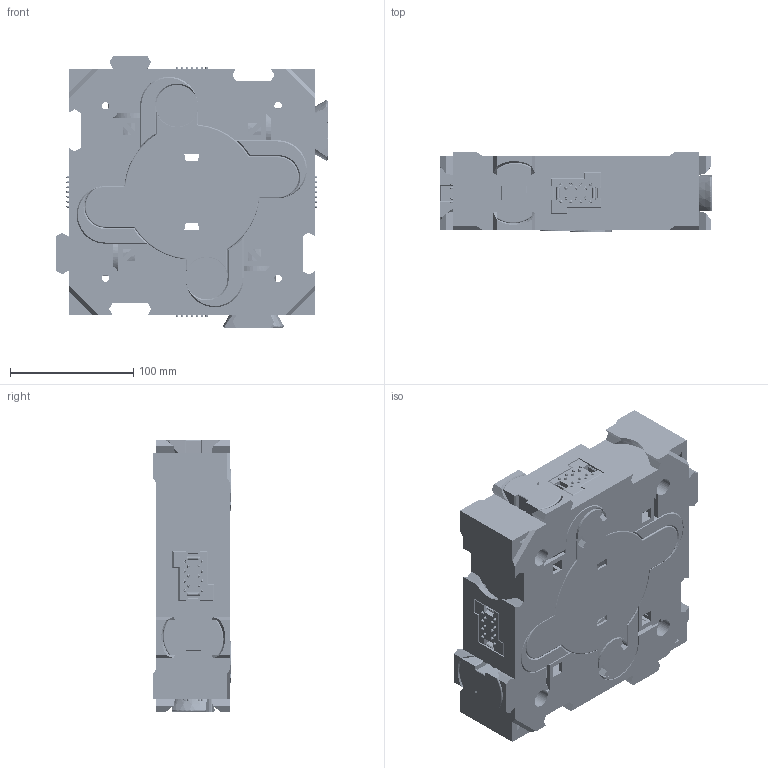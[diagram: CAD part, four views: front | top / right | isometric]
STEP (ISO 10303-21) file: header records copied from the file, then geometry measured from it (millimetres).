
FILE_DESCRIPTION (( 'STEP AP214' ), '1' );
FILE_NAME ('asm_empty_surface_220102.STEP', '2022-02-07T20:12:43', ( '' ), ( '' ), 'SwSTEP 2.0', 'SolidWorks 2020', '' );
FILE_SCHEMA (( 'AUTOMOTIVE_DESIGN' ));
Length unit declared in the file: millimetre
Products named in the file (16): asm_empty_surface_220102; asm_brd2_220111; screw2_220103; connect_board_211223; simple_cup_220102; central_plate; pogopin_cup_220111; angle_211224; pld_8_211217; screw1_211222; rotary_fixer_220101; pogopin_a734_3_3x12_211214; board2_220110; asm_connect_brd_211223; pbd_8r_211217; cap2_220111
Assembly tree (53 placements, depth 4):
  asm_empty_surface_220102
    angle_211224
    rotary_fixer_220101  x4
    screw1_211222  x4
    asm_connect_brd_211223  x4
      connect_board_211223
      pogopin_a734_3_3x12_211214
      pbd_8r_211217
      asm_brd2_220111
        board2_220110
        pld_8_211217  x2
    screw2_220103  x4
    pogopin_cup_220111  x4
    cap2_220111  x8
    central_plate
    simple_cup_220102  x2
Bounding box: 220.35 x 64 x 220 mm (x, y, z)
Volume: 1306106.7 mm3; surface area: 591526.6 mm2
Topology: 108 solids, 108 shells, 5549 faces, 14559 edges, 9342 vertices
Faces by surface type: cylinder 2379, plane 2262, torus 464, cone 244, sphere 112, bspline 88
Entity records: 68379 total; most frequent: CARTESIAN_POINT 17420, ORIENTED_EDGE 10728, DIRECTION 10283, EDGE_CURVE 5364, AXIS2_PLACEMENT_3D 3511, VERTEX_POINT 3508, VECTOR 3261, LINE 3261
